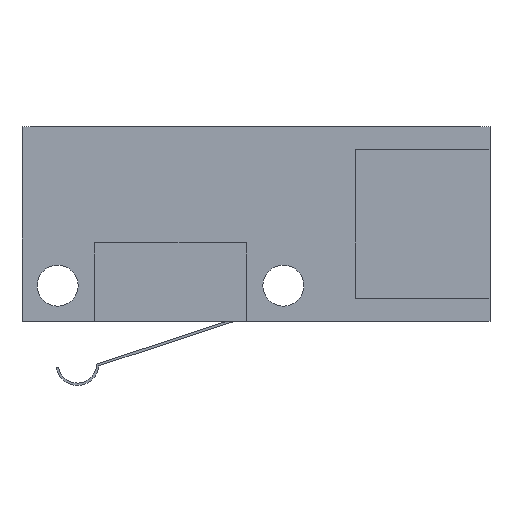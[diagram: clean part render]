
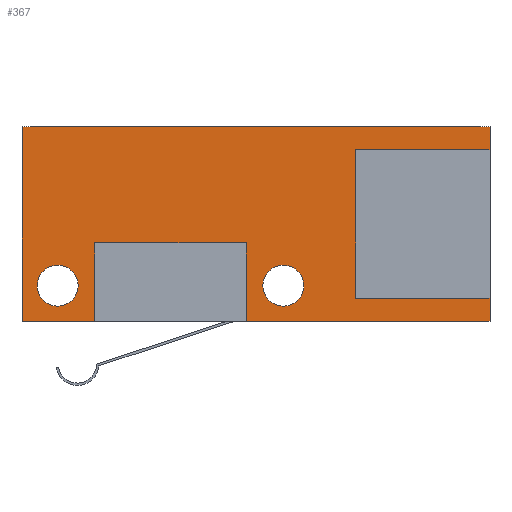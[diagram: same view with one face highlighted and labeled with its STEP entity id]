
A CAD part, front view. The second image highlights one B-rep face of the part: STEP entity #367.
In plain terms, the highlighted planar face has unit normal (0, -1, 0).
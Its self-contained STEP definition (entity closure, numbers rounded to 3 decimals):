
#1 = ORIENTED_EDGE ( 'NONE', *, *, #1567, .T. ) ;
#4 = VERTEX_POINT ( 'NONE', #1520 ) ;
#17 = EDGE_CURVE ( 'NONE', #1095, #1399, #839, .T. ) ;
#19 = CARTESIAN_POINT ( 'NONE',  ( 2.3, 0., -6.925 ) ) ;
#33 = DIRECTION ( 'NONE',  ( 0., 1., 0. ) ) ;
#38 = CARTESIAN_POINT ( 'NONE',  ( -19.7, 0., 8.2 ) ) ;
#72 = DIRECTION ( 'NONE',  ( 0., 0., -1. ) ) ;
#90 = DIRECTION ( 'NONE',  ( 0., 1., 0. ) ) ;
#110 = DIRECTION ( 'NONE',  ( 0., 0., 1. ) ) ;
#114 = CARTESIAN_POINT ( 'NONE',  ( -0.825, 0., -8.2 ) ) ;
#128 = AXIS2_PLACEMENT_3D ( 'NONE', #749, #33, #1041 ) ;
#136 = CARTESIAN_POINT ( 'NONE',  ( -13.575, 0., -1.6 ) ) ;
#162 = VECTOR ( 'NONE', #1263, 1000. ) ;
#180 = ORIENTED_EDGE ( 'NONE', *, *, #1597, .F. ) ;
#194 = LINE ( 'NONE', #733, #844 ) ;
#196 = VERTEX_POINT ( 'NONE', #584 ) ;
#198 = EDGE_CURVE ( 'NONE', #403, #1095, #1568, .T. ) ;
#206 = CARTESIAN_POINT ( 'NONE',  ( 19.7, 0., 6.25 ) ) ;
#229 = VERTEX_POINT ( 'NONE', #136 ) ;
#245 = LINE ( 'NONE', #255, #1246 ) ;
#255 = CARTESIAN_POINT ( 'NONE',  ( 19.7, 0., -6.25 ) ) ;
#273 = VERTEX_POINT ( 'NONE', #762 ) ;
#275 = CARTESIAN_POINT ( 'NONE',  ( 19.7, 0., 8.2 ) ) ;
#319 = VECTOR ( 'NONE', #533, 1000. ) ;
#329 = EDGE_CURVE ( 'NONE', #1399, #1151, #1496, .T. ) ;
#355 = ORIENTED_EDGE ( 'NONE', *, *, #1819, .F. ) ;
#367 = ADVANCED_FACE ( 'NONE', ( #1820, #1720, #1809 ), #531, .F. ) ;
#368 = CARTESIAN_POINT ( 'NONE',  ( 8.4, 0., -6.25 ) ) ;
#391 = CARTESIAN_POINT ( 'NONE',  ( 19.7, 0., 6.25 ) ) ;
#403 = VERTEX_POINT ( 'NONE', #539 ) ;
#422 = CIRCLE ( 'NONE', #128, 1.725 ) ;
#458 = EDGE_CURVE ( 'NONE', #1427, #4, #516, .T. ) ;
#459 = CARTESIAN_POINT ( 'NONE',  ( 8.4, 0., 6.25 ) ) ;
#462 = ORIENTED_EDGE ( 'NONE', *, *, #765, .F. ) ;
#516 = CIRCLE ( 'NONE', #1472, 1.725 ) ;
#518 = LINE ( 'NONE', #1226, #1478 ) ;
#528 = DIRECTION ( 'NONE',  ( 1., 0., 0. ) ) ;
#531 = PLANE ( 'NONE',  #1194 ) ;
#533 = DIRECTION ( 'NONE',  ( 1., 0., 0. ) ) ;
#539 = CARTESIAN_POINT ( 'NONE',  ( -19.7, 0., -8.2 ) ) ;
#545 = LINE ( 'NONE', #114, #162 ) ;
#547 = VECTOR ( 'NONE', #788, 1000. ) ;
#556 = DIRECTION ( 'NONE',  ( 0., 0., -1. ) ) ;
#562 = EDGE_CURVE ( 'NONE', #1764, #1770, #1569, .T. ) ;
#564 = VECTOR ( 'NONE', #72, 1000. ) ;
#565 = LINE ( 'NONE', #275, #1540 ) ;
#584 = CARTESIAN_POINT ( 'NONE',  ( 8.4, 0., 6.25 ) ) ;
#590 = DIRECTION ( 'NONE',  ( 0., 0., 1. ) ) ;
#591 = CARTESIAN_POINT ( 'NONE',  ( 19.7, 0., -6.25 ) ) ;
#596 = ORIENTED_EDGE ( 'NONE', *, *, #1576, .F. ) ;
#601 = CARTESIAN_POINT ( 'NONE',  ( 19.7, 0., 8.2 ) ) ;
#617 = CARTESIAN_POINT ( 'NONE',  ( -16.7, 0., -5.2 ) ) ;
#625 = CARTESIAN_POINT ( 'NONE',  ( -13.575, 0., -1.6 ) ) ;
#635 = VERTEX_POINT ( 'NONE', #739 ) ;
#666 = AXIS2_PLACEMENT_3D ( 'NONE', #1611, #895, #1465 ) ;
#668 = ORIENTED_EDGE ( 'NONE', *, *, #562, .T. ) ;
#689 = VECTOR ( 'NONE', #699, 1000. ) ;
#695 = VERTEX_POINT ( 'NONE', #1653 ) ;
#699 = DIRECTION ( 'NONE',  ( 0., 0., 1. ) ) ;
#731 = ORIENTED_EDGE ( 'NONE', *, *, #894, .F. ) ;
#733 = CARTESIAN_POINT ( 'NONE',  ( 19.7, 0., -8.2 ) ) ;
#739 = CARTESIAN_POINT ( 'NONE',  ( -0.825, 0., -8.2 ) ) ;
#749 = CARTESIAN_POINT ( 'NONE',  ( -16.7, 0., -5.2 ) ) ;
#753 = CIRCLE ( 'NONE', #666, 1.725 ) ;
#762 = CARTESIAN_POINT ( 'NONE',  ( -0.825, 0., -1.6 ) ) ;
#765 = EDGE_CURVE ( 'NONE', #229, #695, #518, .T. ) ;
#788 = DIRECTION ( 'NONE',  ( -1., 0., 0. ) ) ;
#829 = EDGE_LOOP ( 'NONE', ( #1710, #1 ) ) ;
#838 = EDGE_CURVE ( 'NONE', #1730, #1625, #245, .T. ) ;
#839 = LINE ( 'NONE', #1539, #319 ) ;
#844 = VECTOR ( 'NONE', #1751, 1000. ) ;
#856 = ORIENTED_EDGE ( 'NONE', *, *, #838, .F. ) ;
#878 = CARTESIAN_POINT ( 'NONE',  ( 19.7, 0., -8.2 ) ) ;
#894 = EDGE_CURVE ( 'NONE', #635, #273, #545, .T. ) ;
#895 = DIRECTION ( 'NONE',  ( 0., 1., 0. ) ) ;
#914 = LINE ( 'NONE', #459, #1474 ) ;
#949 = DIRECTION ( 'NONE',  ( 0., 0., -1. ) ) ;
#952 = DIRECTION ( 'NONE',  ( 0., 0., 1. ) ) ;
#974 = ORIENTED_EDGE ( 'NONE', *, *, #1173, .F. ) ;
#977 = VERTEX_POINT ( 'NONE', #878 ) ;
#984 = ORIENTED_EDGE ( 'NONE', *, *, #1558, .T. ) ;
#996 = VECTOR ( 'NONE', #1128, 1000. ) ;
#1007 = ORIENTED_EDGE ( 'NONE', *, *, #1700, .F. ) ;
#1017 = ORIENTED_EDGE ( 'NONE', *, *, #198, .F. ) ;
#1041 = DIRECTION ( 'NONE',  ( 0., 0., 1. ) ) ;
#1059 = AXIS2_PLACEMENT_3D ( 'NONE', #617, #1581, #590 ) ;
#1082 = CARTESIAN_POINT ( 'NONE',  ( 0., 0., 0. ) ) ;
#1095 = VERTEX_POINT ( 'NONE', #38 ) ;
#1098 = CARTESIAN_POINT ( 'NONE',  ( -16.7, 0., -6.925 ) ) ;
#1099 = DIRECTION ( 'NONE',  ( 0., 1., 0. ) ) ;
#1128 = DIRECTION ( 'NONE',  ( -1., 0., 0. ) ) ;
#1151 = VERTEX_POINT ( 'NONE', #206 ) ;
#1157 = CARTESIAN_POINT ( 'NONE',  ( -19.7, 0., 8.2 ) ) ;
#1173 = EDGE_CURVE ( 'NONE', #273, #229, #1521, .T. ) ;
#1190 = ORIENTED_EDGE ( 'NONE', *, *, #17, .F. ) ;
#1194 = AXIS2_PLACEMENT_3D ( 'NONE', #1082, #1099, #952 ) ;
#1207 = CARTESIAN_POINT ( 'NONE',  ( -16.7, 0., -3.475 ) ) ;
#1226 = CARTESIAN_POINT ( 'NONE',  ( -13.575, 0., -8.2 ) ) ;
#1246 = VECTOR ( 'NONE', #528, 1000. ) ;
#1248 = LINE ( 'NONE', #1495, #547 ) ;
#1263 = DIRECTION ( 'NONE',  ( 0., 0., 1. ) ) ;
#1277 = LINE ( 'NONE', #391, #996 ) ;
#1289 = CARTESIAN_POINT ( 'NONE',  ( 2.3, 0., -5.2 ) ) ;
#1304 = ORIENTED_EDGE ( 'NONE', *, *, #329, .F. ) ;
#1307 = EDGE_CURVE ( 'NONE', #1151, #196, #1277, .T. ) ;
#1322 = EDGE_LOOP ( 'NONE', ( #668, #984 ) ) ;
#1341 = EDGE_LOOP ( 'NONE', ( #462, #974, #731, #180, #355, #856, #596, #1380, #1304, #1190, #1017, #1007 ) ) ;
#1380 = ORIENTED_EDGE ( 'NONE', *, *, #1307, .F. ) ;
#1399 = VERTEX_POINT ( 'NONE', #1594 ) ;
#1427 = VERTEX_POINT ( 'NONE', #19 ) ;
#1465 = DIRECTION ( 'NONE',  ( 0., 0., 1. ) ) ;
#1472 = AXIS2_PLACEMENT_3D ( 'NONE', #1289, #90, #110 ) ;
#1474 = VECTOR ( 'NONE', #1486, 1000. ) ;
#1478 = VECTOR ( 'NONE', #949, 1000. ) ;
#1486 = DIRECTION ( 'NONE',  ( 0., 0., -1. ) ) ;
#1495 = CARTESIAN_POINT ( 'NONE',  ( 19.7, 0., -8.2 ) ) ;
#1496 = LINE ( 'NONE', #601, #564 ) ;
#1513 = VECTOR ( 'NONE', #1791, 1000. ) ;
#1520 = CARTESIAN_POINT ( 'NONE',  ( 2.3, 0., -3.475 ) ) ;
#1521 = LINE ( 'NONE', #625, #1513 ) ;
#1539 = CARTESIAN_POINT ( 'NONE',  ( 19.7, 0., 8.2 ) ) ;
#1540 = VECTOR ( 'NONE', #556, 1000. ) ;
#1558 = EDGE_CURVE ( 'NONE', #1770, #1764, #422, .T. ) ;
#1567 = EDGE_CURVE ( 'NONE', #4, #1427, #753, .T. ) ;
#1568 = LINE ( 'NONE', #1157, #689 ) ;
#1569 = CIRCLE ( 'NONE', #1059, 1.725 ) ;
#1576 = EDGE_CURVE ( 'NONE', #196, #1730, #914, .T. ) ;
#1581 = DIRECTION ( 'NONE',  ( 0., 1., 0. ) ) ;
#1594 = CARTESIAN_POINT ( 'NONE',  ( 19.7, 0., 8.2 ) ) ;
#1597 = EDGE_CURVE ( 'NONE', #977, #635, #194, .T. ) ;
#1611 = CARTESIAN_POINT ( 'NONE',  ( 2.3, 0., -5.2 ) ) ;
#1625 = VERTEX_POINT ( 'NONE', #591 ) ;
#1653 = CARTESIAN_POINT ( 'NONE',  ( -13.575, 0., -8.2 ) ) ;
#1700 = EDGE_CURVE ( 'NONE', #695, #403, #1248, .T. ) ;
#1710 = ORIENTED_EDGE ( 'NONE', *, *, #458, .T. ) ;
#1720 = FACE_BOUND ( 'NONE', #829, .T. ) ;
#1730 = VERTEX_POINT ( 'NONE', #368 ) ;
#1751 = DIRECTION ( 'NONE',  ( -1., 0., 0. ) ) ;
#1764 = VERTEX_POINT ( 'NONE', #1098 ) ;
#1770 = VERTEX_POINT ( 'NONE', #1207 ) ;
#1791 = DIRECTION ( 'NONE',  ( -1., 0., 0. ) ) ;
#1809 = FACE_OUTER_BOUND ( 'NONE', #1341, .T. ) ;
#1819 = EDGE_CURVE ( 'NONE', #1625, #977, #565, .T. ) ;
#1820 = FACE_BOUND ( 'NONE', #1322, .T. ) ;
